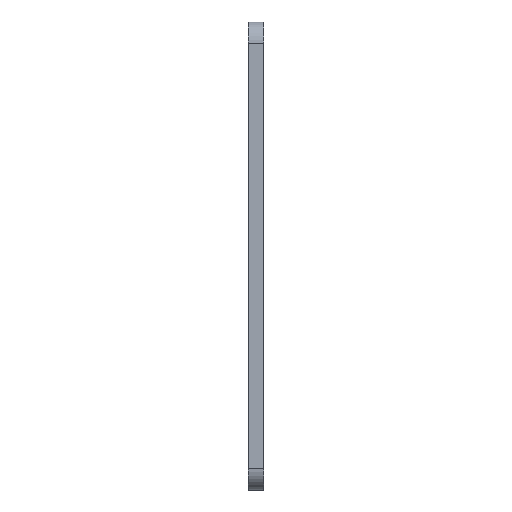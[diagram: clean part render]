
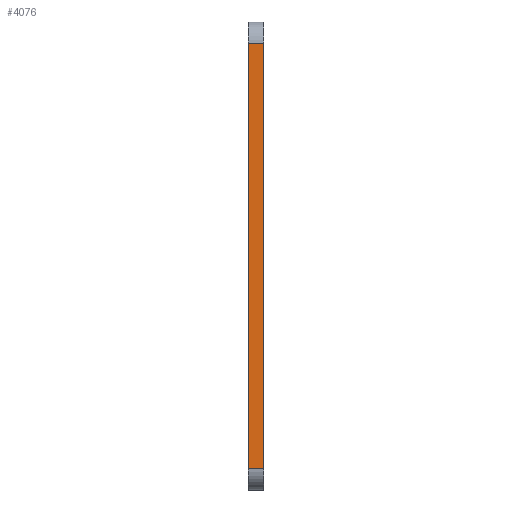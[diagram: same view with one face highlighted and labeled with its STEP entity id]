
A CAD part, left-side view. The second image highlights one B-rep face of the part: STEP entity #4076.
In plain terms, the highlighted planar face has unit normal (-1, 0, 0).
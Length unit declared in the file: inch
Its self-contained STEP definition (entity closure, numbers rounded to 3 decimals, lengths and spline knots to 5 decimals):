
#90 = FACE_OUTER_BOUND ( 'NONE', #1636, .T. ) ;
#100 = LINE ( 'NONE', #2377, #974 ) ;
#101 = CARTESIAN_POINT ( 'NONE',  ( 0., 0., -5.25 ) ) ;
#164 = AXIS2_PLACEMENT_3D ( 'NONE', #241, #2796, #619 ) ;
#241 = CARTESIAN_POINT ( 'NONE',  ( 0., 0.1875, 0. ) ) ;
#471 = VECTOR ( 'NONE', #4108, 39.37008 ) ;
#475 = VERTEX_POINT ( 'NONE', #101 ) ;
#541 = CARTESIAN_POINT ( 'NONE',  ( 0., 0.1875, -0.25 ) ) ;
#580 = LINE ( 'NONE', #803, #4260 ) ;
#619 = DIRECTION ( 'NONE',  ( 0., 0., -1. ) ) ;
#803 = CARTESIAN_POINT ( 'NONE',  ( 0., 0.1875, -5.25 ) ) ;
#939 = CARTESIAN_POINT ( 'NONE',  ( 0., 0., -0.25 ) ) ;
#974 = VECTOR ( 'NONE', #2391, 39.37008 ) ;
#991 = EDGE_CURVE ( 'NONE', #3123, #475, #580, .T. ) ;
#1054 = LINE ( 'NONE', #4570, #2002 ) ;
#1081 = VERTEX_POINT ( 'NONE', #939 ) ;
#1316 = EDGE_CURVE ( 'NONE', #3123, #2444, #1054, .T. ) ;
#1369 = ORIENTED_EDGE ( 'NONE', *, *, #1906, .T. ) ;
#1464 = LINE ( 'NONE', #541, #471 ) ;
#1636 = EDGE_LOOP ( 'NONE', ( #1833, #2288, #1369, #4561 ) ) ;
#1833 = ORIENTED_EDGE ( 'NONE', *, *, #1316, .F. ) ;
#1896 = DIRECTION ( 'NONE',  ( 0., -1., 0. ) ) ;
#1906 = EDGE_CURVE ( 'NONE', #475, #1081, #100, .T. ) ;
#2002 = VECTOR ( 'NONE', #2492, 39.37008 ) ;
#2288 = ORIENTED_EDGE ( 'NONE', *, *, #991, .T. ) ;
#2377 = CARTESIAN_POINT ( 'NONE',  ( 0., 0., 0. ) ) ;
#2391 = DIRECTION ( 'NONE',  ( 0., 0., 1. ) ) ;
#2433 = PLANE ( 'NONE',  #164 ) ;
#2444 = VERTEX_POINT ( 'NONE', #4512 ) ;
#2492 = DIRECTION ( 'NONE',  ( 0., 0., 1. ) ) ;
#2796 = DIRECTION ( 'NONE',  ( 1., 0., 0. ) ) ;
#3123 = VERTEX_POINT ( 'NONE', #3918 ) ;
#3918 = CARTESIAN_POINT ( 'NONE',  ( 0., 0.1875, -5.25 ) ) ;
#4076 = ADVANCED_FACE ( 'NONE', ( #90 ), #2433, .F. ) ;
#4108 = DIRECTION ( 'NONE',  ( 0., 1., 0. ) ) ;
#4260 = VECTOR ( 'NONE', #1896, 39.37008 ) ;
#4512 = CARTESIAN_POINT ( 'NONE',  ( 0., 0.1875, -0.25 ) ) ;
#4527 = EDGE_CURVE ( 'NONE', #1081, #2444, #1464, .T. ) ;
#4561 = ORIENTED_EDGE ( 'NONE', *, *, #4527, .T. ) ;
#4570 = CARTESIAN_POINT ( 'NONE',  ( 0., 0.1875, 0. ) ) ;
